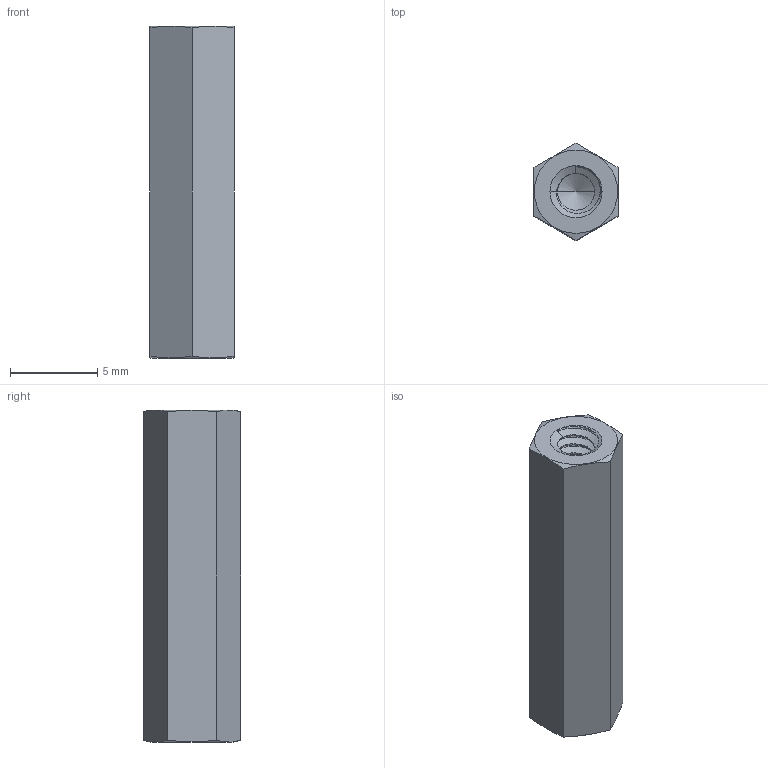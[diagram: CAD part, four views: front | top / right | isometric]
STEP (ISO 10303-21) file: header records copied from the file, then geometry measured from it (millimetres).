
FILE_DESCRIPTION (( 'STEP AP203' ), '1' );
FILE_NAME ('B000GOKVVS.3D.STEP', '2013-11-19T12:29:57', ( '' ), ( '' ), 'SwSTEP 2.0', 'SolidWorks 2010', '' );
FILE_SCHEMA (( 'CONFIG_CONTROL_DESIGN' ));
Length unit declared in the file: millimetre
Products named in the file (1): B000GOKVVS.3D
Bounding box: 4.83 x 5.57 x 19.05 mm (x, y, z)
Volume: 333.2 mm3; surface area: 486.5 mm2
Topology: 1 solids, 1 shells, 59 faces, 167 edges, 108 vertices
Faces by surface type: cylinder 30, cone 12, plane 11, bspline 6
Entity records: 6149 total; most frequent: CARTESIAN_POINT 4822, ORIENTED_EDGE 326, DIRECTION 195, EDGE_CURVE 163, VERTEX_POINT 108, AXIS2_PLACEMENT_3D 73, EDGE_LOOP 61, FACE_OUTER_BOUND 59
